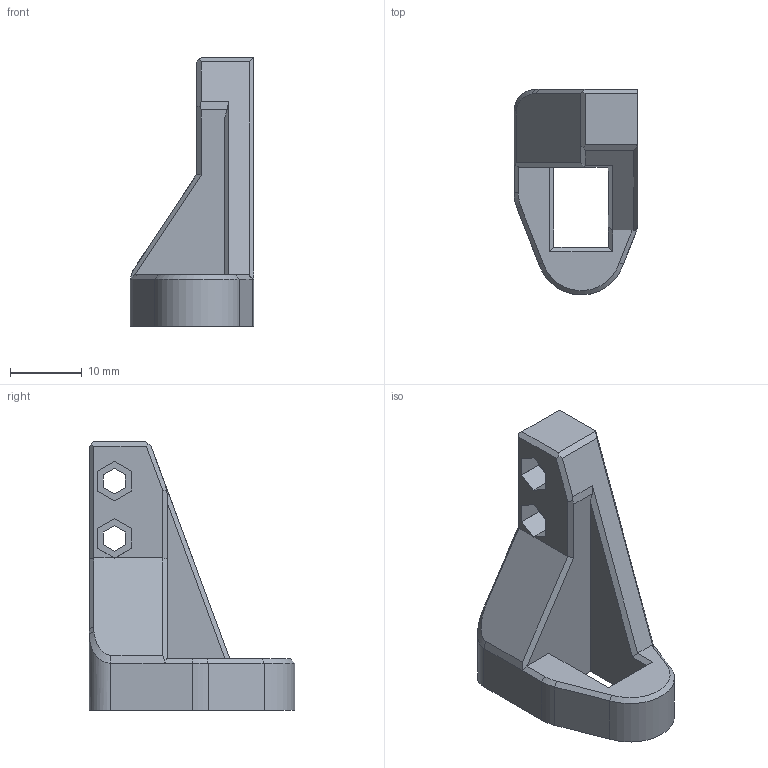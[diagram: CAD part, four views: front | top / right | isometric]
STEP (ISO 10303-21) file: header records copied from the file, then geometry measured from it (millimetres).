
FILE_DESCRIPTION(/* description */ (''),/* implementation_level */ '2;1');
FILE_NAME(/* name */ 'Drawing5 v1.step',/* time_stamp */ '2021-09-07T12:25:54-07:00',/* author */ (''),/* organization */ (''),/* preprocessor_version */ 'ST-DEVELOPER v18.1',/* originating_system */ 'Autodesk Translation Framework v10.10.0.1391',/* authorisation */ '');
FILE_SCHEMA (('AUTOMOTIVE_DESIGN { 1 0 10303 214 3 1 1 }'));
Length unit declared in the file: millimetre
Products named in the file (1): Drawing5
Bounding box: 17.32 x 28.7 x 37.52 mm (x, y, z)
Volume: 5707.1 mm3; surface area: 3218.3 mm2
Topology: 1 solids, 1 shells, 95 faces, 260 edges, 169 vertices
Faces by surface type: plane 79, cylinder 8, cone 5, bspline 3
Full cylindrical faces by diameter (mm): 4.8 x2
Entity records: 3088 total; most frequent: CARTESIAN_POINT 623, ORIENTED_EDGE 522, DIRECTION 464, EDGE_CURVE 261, LINE 226, VECTOR 226, VERTEX_POINT 171, AXIS2_PLACEMENT_3D 119
